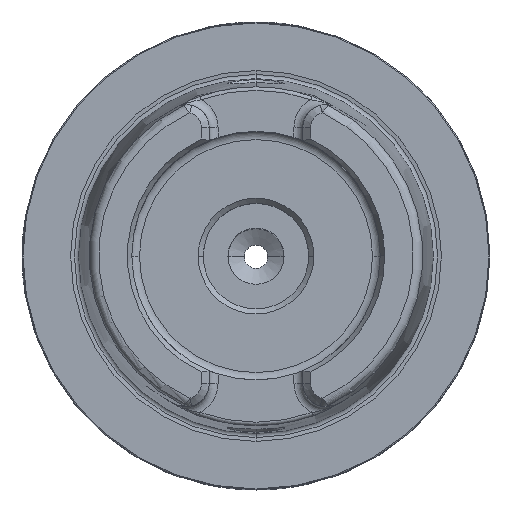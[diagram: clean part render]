
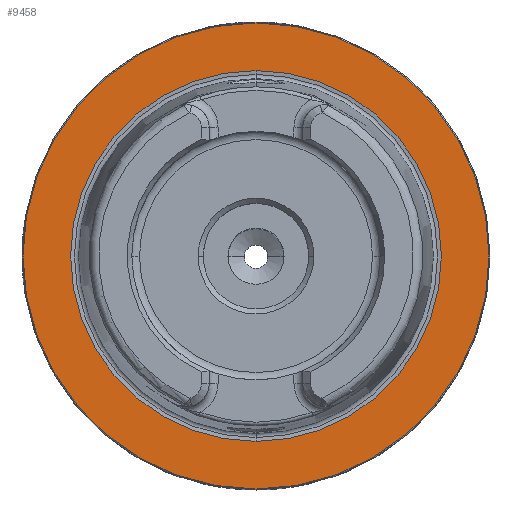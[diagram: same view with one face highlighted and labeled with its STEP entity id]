
A CAD part, top view. The second image highlights one B-rep face of the part: STEP entity #9458.
In plain terms, the highlighted planar face has unit normal (0, 0, 1).
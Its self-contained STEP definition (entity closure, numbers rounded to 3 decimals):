
#70 = CARTESIAN_POINT ( 'NONE',  ( 0., 0., 0. ) ) ;
#984 = DIRECTION ( 'NONE',  ( 0., 1., 0. ) ) ;
#1020 = AXIS2_PLACEMENT_3D ( 'NONE', #9578, #9509, #9494 ) ;
#1277 = VERTEX_POINT ( 'NONE', #6454 ) ;
#2028 = ORIENTED_EDGE ( 'NONE', *, *, #9673, .T. ) ;
#2579 = CIRCLE ( 'NONE', #1020, 39.59 ) ;
#2885 = CARTESIAN_POINT ( 'NONE',  ( 0., 0., 0. ) ) ;
#3390 = DIRECTION ( 'NONE',  ( 0., 0., 1. ) ) ;
#3868 = DIRECTION ( 'NONE',  ( 0., 0., 1. ) ) ;
#3966 = CARTESIAN_POINT ( 'NONE',  ( 0., -39.59, 0. ) ) ;
#4079 = EDGE_CURVE ( 'NONE', #9723, #4539, #2579, .T. ) ;
#4372 = AXIS2_PLACEMENT_3D ( 'NONE', #2885, #3390, #5345 ) ;
#4539 = VERTEX_POINT ( 'NONE', #6529 ) ;
#4659 = AXIS2_PLACEMENT_3D ( 'NONE', #70, #6158, #984 ) ;
#4836 = DIRECTION ( 'NONE',  ( 0., 0., 1. ) ) ;
#4959 = EDGE_CURVE ( 'NONE', #1277, #6775, #10378, .T. ) ;
#5025 = AXIS2_PLACEMENT_3D ( 'NONE', #9963, #4836, #10798 ) ;
#5345 = DIRECTION ( 'NONE',  ( 0., -1., 0. ) ) ;
#5992 = CIRCLE ( 'NONE', #4659, 39.59 ) ;
#6158 = DIRECTION ( 'NONE',  ( 0., 0., -1. ) ) ;
#6252 = CARTESIAN_POINT ( 'NONE',  ( 0., 49.765, 0. ) ) ;
#6454 = CARTESIAN_POINT ( 'NONE',  ( 0., -49.765, 0. ) ) ;
#6529 = CARTESIAN_POINT ( 'NONE',  ( 0., 39.59, 0. ) ) ;
#6775 = VERTEX_POINT ( 'NONE', #6252 ) ;
#7449 = FACE_OUTER_BOUND ( 'NONE', #10123, .T. ) ;
#8047 = PLANE ( 'NONE',  #9074 ) ;
#8963 = CARTESIAN_POINT ( 'NONE',  ( 0., 49.965, 0. ) ) ;
#9016 = ORIENTED_EDGE ( 'NONE', *, *, #4079, .T. ) ;
#9074 = AXIS2_PLACEMENT_3D ( 'NONE', #8963, #3868, #9857 ) ;
#9458 = ADVANCED_FACE ( 'NONE', ( #7449, #9759 ), #8047, .T. ) ;
#9494 = DIRECTION ( 'NONE',  ( 0., 1., 0. ) ) ;
#9509 = DIRECTION ( 'NONE',  ( 0., 0., -1. ) ) ;
#9578 = CARTESIAN_POINT ( 'NONE',  ( 0., 0., 0. ) ) ;
#9673 = EDGE_CURVE ( 'NONE', #6775, #1277, #10421, .T. ) ;
#9680 = ORIENTED_EDGE ( 'NONE', *, *, #4959, .T. ) ;
#9723 = VERTEX_POINT ( 'NONE', #3966 ) ;
#9759 = FACE_BOUND ( 'NONE', #10892, .T. ) ;
#9857 = DIRECTION ( 'NONE',  ( 0., -1., 0. ) ) ;
#9963 = CARTESIAN_POINT ( 'NONE',  ( 0., 0., 0. ) ) ;
#9968 = ORIENTED_EDGE ( 'NONE', *, *, #10352, .T. ) ;
#10123 = EDGE_LOOP ( 'NONE', ( #9680, #2028 ) ) ;
#10352 = EDGE_CURVE ( 'NONE', #4539, #9723, #5992, .T. ) ;
#10378 = CIRCLE ( 'NONE', #4372, 49.765 ) ;
#10421 = CIRCLE ( 'NONE', #5025, 49.765 ) ;
#10798 = DIRECTION ( 'NONE',  ( 0., -1., 0. ) ) ;
#10892 = EDGE_LOOP ( 'NONE', ( #9016, #9968 ) ) ;
